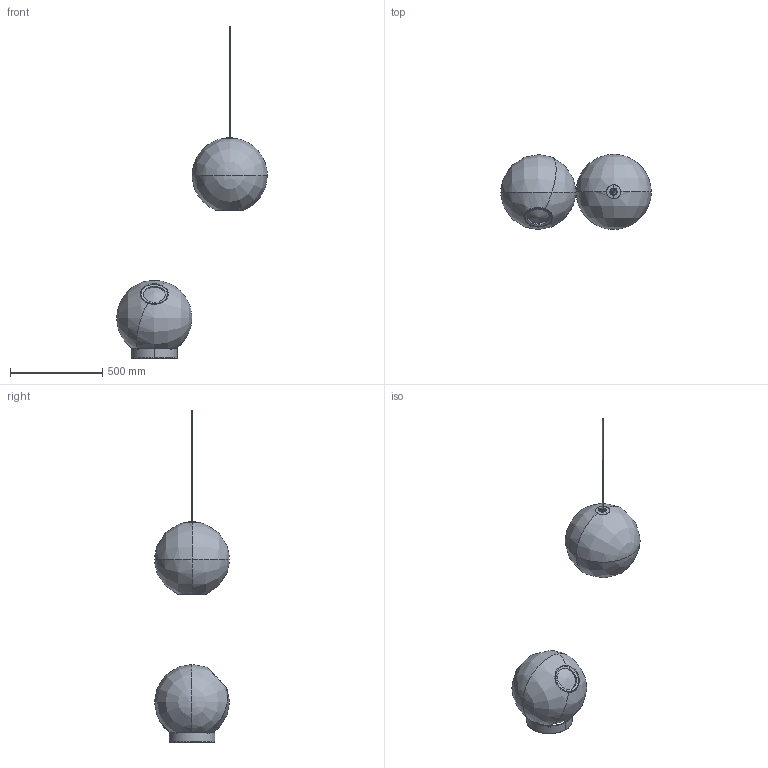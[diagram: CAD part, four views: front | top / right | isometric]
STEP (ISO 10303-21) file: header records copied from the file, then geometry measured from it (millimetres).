
FILE_DESCRIPTION(/* description */ (''),/* implementation_level */ '2;1');
FILE_NAME(/* name */ 'BELOCC~1',/* time_stamp */ '2018-01-10T17:10:22-08:00',/* author */ (''),/* organization */ (''),/* preprocessor_version */ 'ST-DEVELOPER v15',/* originating_system */ '',/* authorisation */ '');
FILE_SCHEMA (('CONFIG_CONTROL_DESIGN'));
Length unit declared in the file: millimetre
Products named in the file (1): Document
Bounding box: 815 x 406.61 x 1798.97 mm (x, y, z)
Volume: 123614.8 mm3; surface area: 1500011.1 mm2
Topology: 1 solids, 20 shells, 148 faces, 468 edges, 309 vertices
Faces by surface type: bspline 118, plane 30
Entity records: 10467 total; most frequent: CARTESIAN_POINT 8035, ORIENTED_EDGE 768, EDGE_CURVE 458, VERTEX_POINT 309, B_SPLINE_CURVE_WITH_KNOTS 218, EDGE_LOOP 153, ADVANCED_FACE 148, FACE_OUTER_BOUND 148
